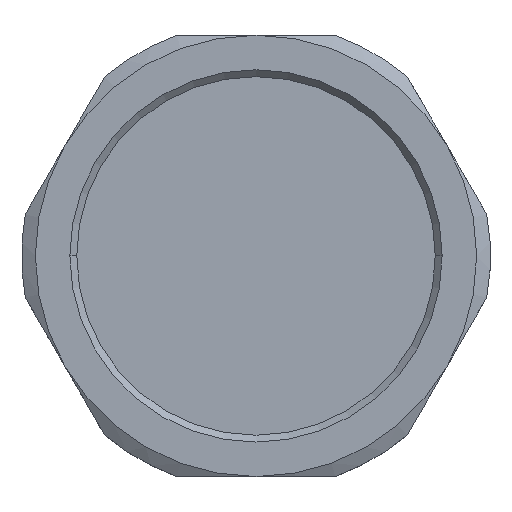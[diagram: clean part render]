
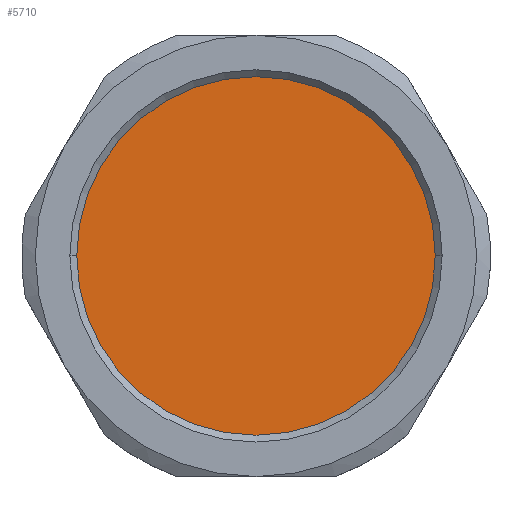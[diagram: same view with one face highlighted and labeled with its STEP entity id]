
A CAD part, top view. The second image highlights one B-rep face of the part: STEP entity #5710.
In plain terms, the highlighted planar face has unit normal (0, 0, 1).
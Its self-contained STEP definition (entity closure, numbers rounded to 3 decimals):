
#5510=CARTESIAN_POINT('',(54.351,64.457,29.5));
#5520=DIRECTION('',(0.,0.,1.));
#5530=DIRECTION('',(1.,0.,0.));
#5540=AXIS2_PLACEMENT_3D('',#5510,#5520,#5530);
#5550=PLANE('',#5540);
#5560=CARTESIAN_POINT('',(47.,50.,29.5));
#5570=DIRECTION('',(0.,0.,1.));
#5580=DIRECTION('',(1.,0.,0.));
#5590=AXIS2_PLACEMENT_3D('',#5560,#5570,#5580);
#5600=CIRCLE('',#5590,13.);
#5610=CARTESIAN_POINT('',(60.,50.,29.5));
#5620=VERTEX_POINT('693314-1264079110-15c55b27c6-0 407727',#5610);
#5630=CARTESIAN_POINT('',(34.,50.,29.5));
#5640=VERTEX_POINT('',#5630);
#5650=EDGE_CURVE('016353-1246350896-15c55b27c6-0 129083',#5620,#5640,
#5600,.T.);
#5660=ORIENTED_EDGE('',*,*,#5650,.T.);
#5670=EDGE_CURVE('016353-1246350896-15c55b27c6-0 129083',#5640,#5620,
#5600,.T.);
#5680=ORIENTED_EDGE('',*,*,#5670,.T.);
#5690=EDGE_LOOP('',(#5680,#5660));
#5700=FACE_OUTER_BOUND('',#5690,.T.);
#5710=ADVANCED_FACE('377581-1179129246-15c55b27c6-0 92059',(#5700),#5550
,.T.);
